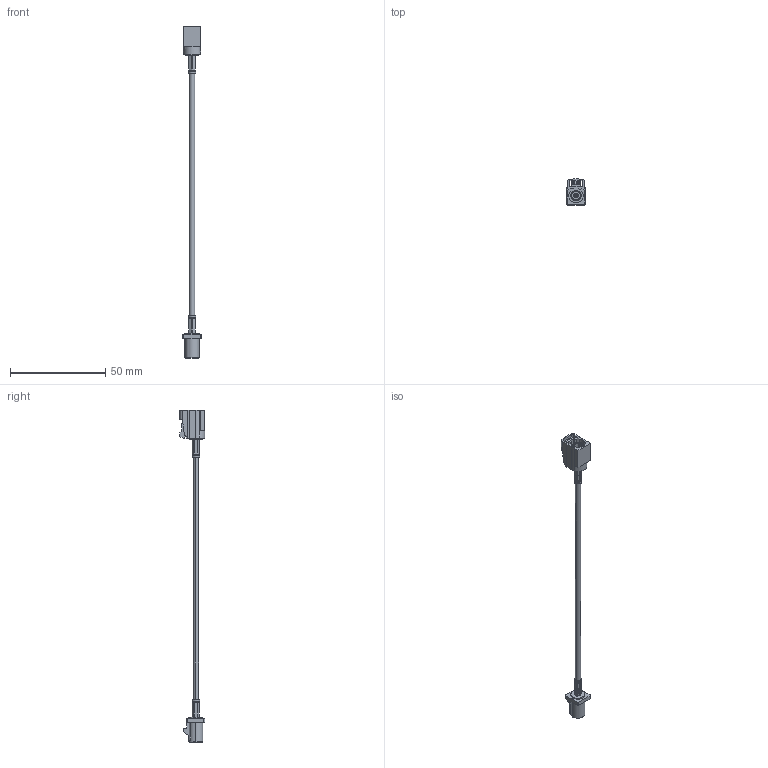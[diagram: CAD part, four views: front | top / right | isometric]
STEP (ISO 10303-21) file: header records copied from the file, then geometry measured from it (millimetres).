
FILE_DESCRIPTION (( 'STEP AP203' ), '1' );
FILE_NAME ('PE38752A.step', '2018-06-22T17:30:49', ( '' ), ( '' ), 'SwSTEP 2.0', 'SolidWorks 2017', '' );
FILE_SCHEMA (( 'CONFIG_CONTROL_DESIGN' ));
Length unit declared in the file: inch
Products named in the file (4): PE38752A; Coax Cable_RG174A-U; PE44646_Crimped; PE44647_Crimped
Assembly tree (3 placements, depth 2):
  PE38752A
    Coax Cable_RG174A-U
    PE44646_Crimped
    PE44647_Crimped
Bounding box: 9.5 x 13.53 x 174.28 mm (x, y, z)
Volume: 2514.4 mm3; surface area: 4105.9 mm2
Topology: 7 solids, 7 shells, 2056 faces, 4580 edges, 2550 vertices
Faces by surface type: bspline 1370, cylinder 409, plane 248, cone 21, torus 8
Entity records: 131205 total; most frequent: CARTESIAN_POINT 101073, ORIENTED_EDGE 9160, EDGE_CURVE 4580, VERTEX_POINT 2550, DIRECTION 2416, EDGE_LOOP 2078, FACE_OUTER_BOUND 2056, ADVANCED_FACE 2056
